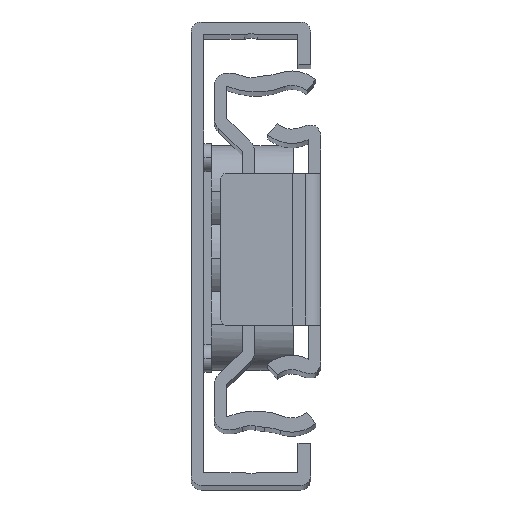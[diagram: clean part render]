
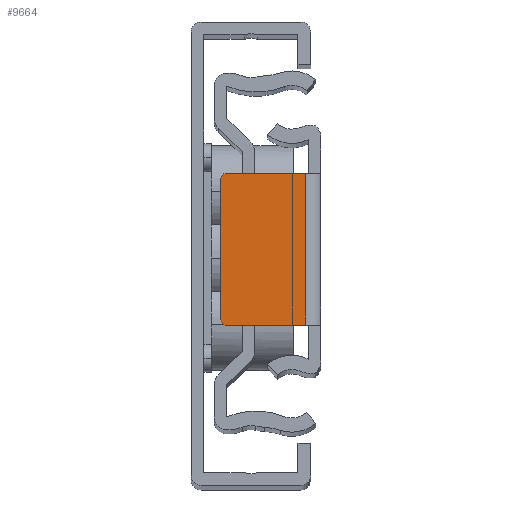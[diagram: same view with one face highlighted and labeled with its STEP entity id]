
A CAD part, top view. The second image highlights one B-rep face of the part: STEP entity #9664.
In plain terms, the highlighted planar face has unit normal (0, 0, 1).
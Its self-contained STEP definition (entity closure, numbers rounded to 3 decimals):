
#3401 = CARTESIAN_POINT ( 'NONE',  ( 2.9, -6.9, 247. ) ) ;
#3418 = CARTESIAN_POINT ( 'NONE',  ( 11.2, 7.4, 247. ) ) ;
#3432 = CARTESIAN_POINT ( 'NONE',  ( 2.9, 6.9, 247. ) ) ;
#3446 = CARTESIAN_POINT ( 'NONE',  ( 3.4, 7.4, 247. ) ) ;
#3451 = CARTESIAN_POINT ( 'NONE',  ( 11.2, -7.4, 247. ) ) ;
#3453 = CARTESIAN_POINT ( 'NONE',  ( 3.4, -7.4, 247. ) ) ;
#4339 = LINE ( 'NONE', #5462, #4340 ) ;
#4340 = VECTOR ( 'NONE', #5463, 1000. ) ;
#4350 = CIRCLE ( 'NONE', #4533, 0.5 ) ;
#4379 = LINE ( 'NONE', #5534, #4382 ) ;
#4382 = VECTOR ( 'NONE', #5535, 1000. ) ;
#4405 = CIRCLE ( 'NONE', #4550, 0.5 ) ;
#4416 = LINE ( 'NONE', #5598, #4418 ) ;
#4418 = VECTOR ( 'NONE', #5599, 1000. ) ;
#4419 = LINE ( 'NONE', #5605, #4423 ) ;
#4423 = VECTOR ( 'NONE', #5606, 1000. ) ;
#4533 = AXIS2_PLACEMENT_3D ( 'NONE', #5467, #5473, #5474 ) ;
#4550 = AXIS2_PLACEMENT_3D ( 'NONE', #5562, #5565, #5566 ) ;
#4699 = AXIS2_PLACEMENT_3D ( 'NONE', #5898, #5988, #5989 ) ;
#5462 = CARTESIAN_POINT ( 'NONE',  ( 2.9, -7.4, 247. ) ) ;
#5463 = DIRECTION ( 'NONE',  ( 0., -1., 0. ) ) ;
#5467 = CARTESIAN_POINT ( 'NONE',  ( 3.4, 6.9, 247. ) ) ;
#5473 = DIRECTION ( 'NONE',  ( 0., 0., -1. ) ) ;
#5474 = DIRECTION ( 'NONE',  ( 0., 1., 0. ) ) ;
#5534 = CARTESIAN_POINT ( 'NONE',  ( 2.9, 7.4, 247. ) ) ;
#5535 = DIRECTION ( 'NONE',  ( -1., 0., 0. ) ) ;
#5562 = CARTESIAN_POINT ( 'NONE',  ( 3.4, -6.9, 247. ) ) ;
#5565 = DIRECTION ( 'NONE',  ( 0., 0., 1. ) ) ;
#5566 = DIRECTION ( 'NONE',  ( 1., 0., 0. ) ) ;
#5598 = CARTESIAN_POINT ( 'NONE',  ( 11.2, -10.909, 247. ) ) ;
#5599 = DIRECTION ( 'NONE',  ( 0., -1., 0. ) ) ;
#5605 = CARTESIAN_POINT ( 'NONE',  ( 2.9, -7.4, 247. ) ) ;
#5606 = DIRECTION ( 'NONE',  ( -1., 0., 0. ) ) ;
#5898 = CARTESIAN_POINT ( 'NONE',  ( 2.9, -7.4, 247. ) ) ;
#5976 = PLANE ( 'NONE',  #4699 ) ;
#5988 = DIRECTION ( 'NONE',  ( 0., 0., 1. ) ) ;
#5989 = DIRECTION ( 'NONE',  ( 1., 0., 0. ) ) ;
#6543 = FACE_OUTER_BOUND ( 'NONE', #8233, .T. ) ;
#8233 = EDGE_LOOP ( 'NONE', ( #8426, #8427, #8428, #8429, #8430, #8431 ) ) ;
#8426 = ORIENTED_EDGE ( 'NONE', *, *, #9555, .T. ) ;
#8427 = ORIENTED_EDGE ( 'NONE', *, *, #9597, .T. ) ;
#8428 = ORIENTED_EDGE ( 'NONE', *, *, #9613, .F. ) ;
#8429 = ORIENTED_EDGE ( 'NONE', *, *, #9610, .F. ) ;
#8430 = ORIENTED_EDGE ( 'NONE', *, *, #9584, .T. ) ;
#8431 = ORIENTED_EDGE ( 'NONE', *, *, #9560, .F. ) ;
#8472 = VERTEX_POINT ( 'NONE', #3401 ) ;
#8489 = VERTEX_POINT ( 'NONE', #3418 ) ;
#8503 = VERTEX_POINT ( 'NONE', #3432 ) ;
#8517 = VERTEX_POINT ( 'NONE', #3446 ) ;
#8522 = VERTEX_POINT ( 'NONE', #3451 ) ;
#8524 = VERTEX_POINT ( 'NONE', #3453 ) ;
#9555 = EDGE_CURVE ( 'NONE', #8503, #8472, #4339, .T. ) ;
#9560 = EDGE_CURVE ( 'NONE', #8503, #8517, #4350, .T. ) ;
#9584 = EDGE_CURVE ( 'NONE', #8489, #8517, #4379, .T. ) ;
#9597 = EDGE_CURVE ( 'NONE', #8472, #8524, #4405, .T. ) ;
#9610 = EDGE_CURVE ( 'NONE', #8489, #8522, #4416, .T. ) ;
#9613 = EDGE_CURVE ( 'NONE', #8522, #8524, #4419, .T. ) ;
#9664 = ADVANCED_FACE ( 'NONE', ( #6543 ), #5976, .T. ) ;
